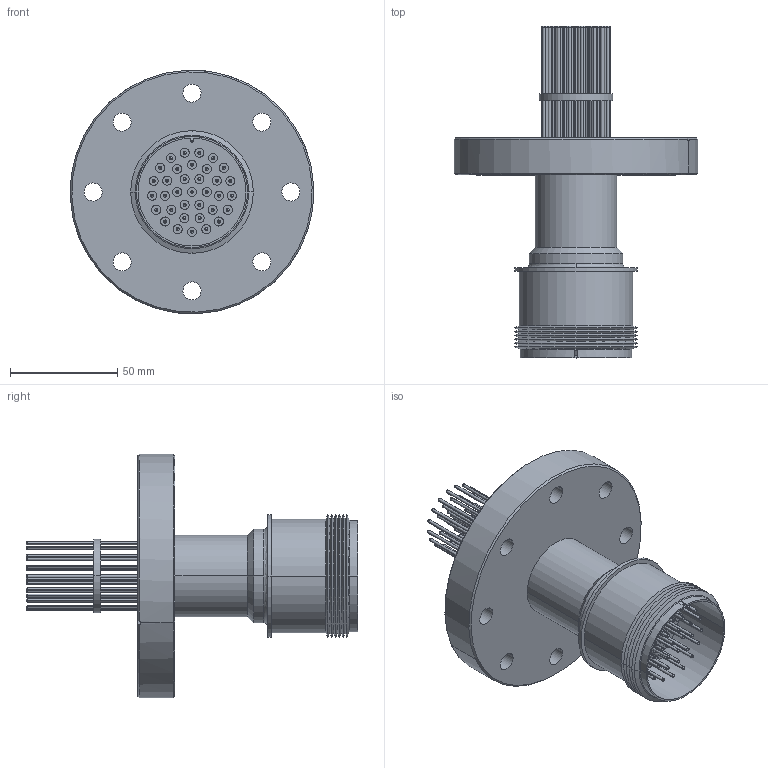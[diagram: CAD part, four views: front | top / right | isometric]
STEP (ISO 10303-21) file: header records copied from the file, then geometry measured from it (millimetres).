
FILE_DESCRIPTION (( 'STEP AP203' ), '1' );
FILE_NAME ('A0743-2-CF.STEP', '2013-03-13T15:10:08', ( '' ), ( '' ), 'SwSTEP 2.0', 'SolidWorks 2012', '' );
FILE_SCHEMA (( 'CONFIG_CONTROL_DESIGN' ));
Length unit declared in the file: inch
Products named in the file (1): A0743-2-CF
Bounding box: 113.48 x 154.56 x 113.43 mm (x, y, z)
Volume: 178303.8 mm3; surface area: 95384 mm2
Topology: 1 solids, 1 shells, 1056 faces, 2630 edges, 1760 vertices
Faces by surface type: cylinder 600, torus 210, plane 206, cone 36, bspline 4
Entity records: 39180 total; most frequent: CARTESIAN_POINT 14044, DIRECTION 5300, ORIENTED_EDGE 5260, EDGE_CURVE 2630, AXIS2_PLACEMENT_3D 2311, VERTEX_POINT 1760, EDGE_LOOP 1324, CIRCLE 1258
